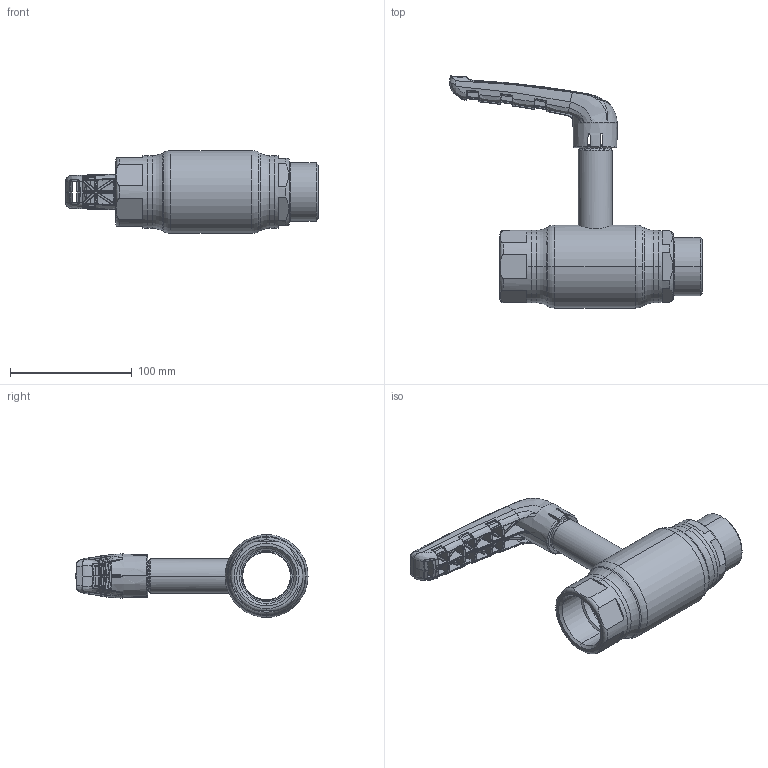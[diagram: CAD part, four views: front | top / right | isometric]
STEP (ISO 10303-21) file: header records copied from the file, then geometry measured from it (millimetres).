
FILE_DESCRIPTION (( 'STEP AP214' ), '1' );
FILE_NAME ('1040002401-xxxx.step', '2019-05-09T10:15:29', ( '' ), ( '' ), 'SwSTEP 2.0', 'SolidWorks 2017', '' );
FILE_SCHEMA (( 'AUTOMOTIVE_DESIGN' ));
Length unit declared in the file: millimetre
Products named in the file (1): 1040002401-xxxx
Bounding box: 207.35 x 190.31 x 68 mm (x, y, z)
Surface area: 75589.6 mm2 (no closed solid volume)
Topology: 0 solids, 9 shells, 762 faces, 2539 edges, 1641 vertices
Faces by surface type: bspline 616, plane 65, cylinder 28, cone 24, torus 23, sphere 6
Entity records: 57972 total; most frequent: CARTESIAN_POINT 33667, ORIENTED_EDGE 3983, EDGE_CURVE 2527, B_SPLINE_CURVE_WITH_KNOTS 1756, DIRECTION 1647, VERTEX_POINT 1639, EDGE_LOOP 770, UNCERTAINTY_MEASURE_WITH_UNIT 764
